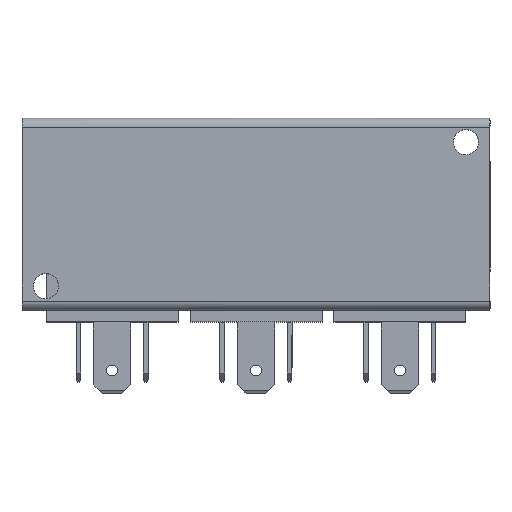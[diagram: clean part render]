
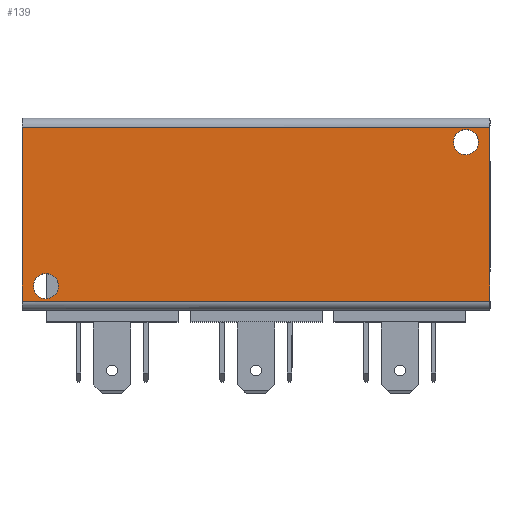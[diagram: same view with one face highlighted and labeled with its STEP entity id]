
A CAD part, top view. The second image highlights one B-rep face of the part: STEP entity #139.
In plain terms, the highlighted planar face has unit normal (0, 0, -1).
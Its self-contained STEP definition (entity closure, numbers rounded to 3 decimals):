
#45=FACE_BOUND('',#1299,.T.);
#46=FACE_BOUND('',#1300,.T.);
#139=ADVANCED_FACE('',(#716,#45,#46),#8181,.T.);
#716=FACE_OUTER_BOUND('',#1298,.T.);
#1298=EDGE_LOOP('',(#2028,#2029,#2030,#2031));
#1299=EDGE_LOOP('',(#2032,#2033));
#1300=EDGE_LOOP('',(#2034,#2035));
#2028=ORIENTED_EDGE('',*,*,#4678,.T.);
#2029=ORIENTED_EDGE('',*,*,#4677,.T.);
#2030=ORIENTED_EDGE('',*,*,#4676,.T.);
#2031=ORIENTED_EDGE('',*,*,#4673,.T.);
#2032=ORIENTED_EDGE('',*,*,#4639,.F.);
#2033=ORIENTED_EDGE('',*,*,#4638,.F.);
#2034=ORIENTED_EDGE('',*,*,#4663,.F.);
#2035=ORIENTED_EDGE('',*,*,#4664,.F.);
#4638=EDGE_CURVE('',#7352,#7353,#6751,.T.);
#4639=EDGE_CURVE('',#7353,#7352,#6752,.T.);
#4663=EDGE_CURVE('',#7371,#7372,#6761,.T.);
#4664=EDGE_CURVE('',#7372,#7371,#6762,.T.);
#4673=EDGE_CURVE('',#7382,#7383,#6001,.T.);
#4676=EDGE_CURVE('',#7385,#7382,#6003,.T.);
#4677=EDGE_CURVE('',#7386,#7385,#6004,.T.);
#4678=EDGE_CURVE('',#7383,#7386,#6005,.T.);
#6001=B_SPLINE_CURVE_WITH_KNOTS('',1,(#12692,#12693),.UNSPECIFIED.,.F.,
 .F.,(2,2),(-34.5,43.5),.UNSPECIFIED.);
#6003=B_SPLINE_CURVE_WITH_KNOTS('',1,(#12699,#12700),.UNSPECIFIED.,.F.,
 .F.,(2,2),(-8.144,20.856),.UNSPECIFIED.);
#6004=B_SPLINE_CURVE_WITH_KNOTS('',1,(#12701,#12702),.UNSPECIFIED.,.F.,
 .F.,(2,2),(-58.5,19.5),.UNSPECIFIED.);
#6005=B_SPLINE_CURVE_WITH_KNOTS('',1,(#12703,#12704),.UNSPECIFIED.,.F.,
 .F.,(2,2),(-20.856,8.144),.UNSPECIFIED.);
#6751=(
BOUNDED_CURVE()
B_SPLINE_CURVE(2,(#12531,#12532,#12533,#12534,#12535),.UNSPECIFIED.,.F.,
 .F.)
B_SPLINE_CURVE_WITH_KNOTS((3,2,3),(-6.597,-3.299,
0.),.UNSPECIFIED.)
CURVE()
GEOMETRIC_REPRESENTATION_ITEM()
RATIONAL_B_SPLINE_CURVE((1.,0.707,1.,0.707,1.))
REPRESENTATION_ITEM('')
);
#6752=(
BOUNDED_CURVE()
B_SPLINE_CURVE(2,(#12536,#12537,#12538,#12539,#12540),.UNSPECIFIED.,.F.,
 .F.)
B_SPLINE_CURVE_WITH_KNOTS((3,2,3),(-13.195,-9.896,
-6.597),.UNSPECIFIED.)
CURVE()
GEOMETRIC_REPRESENTATION_ITEM()
RATIONAL_B_SPLINE_CURVE((1.,0.707,1.,0.707,1.))
REPRESENTATION_ITEM('')
);
#6761=(
BOUNDED_CURVE()
B_SPLINE_CURVE(2,(#12659,#12660,#12661,#12662,#12663),.UNSPECIFIED.,.F.,
 .F.)
B_SPLINE_CURVE_WITH_KNOTS((3,2,3),(-6.597,-3.299,
0.),.UNSPECIFIED.)
CURVE()
GEOMETRIC_REPRESENTATION_ITEM()
RATIONAL_B_SPLINE_CURVE((1.,0.707,1.,0.707,1.))
REPRESENTATION_ITEM('')
);
#6762=(
BOUNDED_CURVE()
B_SPLINE_CURVE(2,(#12664,#12665,#12666,#12667,#12668),.UNSPECIFIED.,.F.,
 .F.)
B_SPLINE_CURVE_WITH_KNOTS((3,2,3),(-13.195,-9.896,
-6.597),.UNSPECIFIED.)
CURVE()
GEOMETRIC_REPRESENTATION_ITEM()
RATIONAL_B_SPLINE_CURVE((1.,0.707,1.,0.707,1.))
REPRESENTATION_ITEM('')
);
#7352=VERTEX_POINT('',#12097);
#7353=VERTEX_POINT('',#12098);
#7371=VERTEX_POINT('',#12116);
#7372=VERTEX_POINT('',#12117);
#7382=VERTEX_POINT('',#12127);
#7383=VERTEX_POINT('',#12128);
#7385=VERTEX_POINT('',#12130);
#7386=VERTEX_POINT('',#12131);
#8181=PLANE('',#8846);
#8846=AXIS2_PLACEMENT_3D('',#9469,#9104,$);
#9104=DIRECTION('',(0.,0.,-1.));
#9469=CARTESIAN_POINT('',(-39.01,-13.51,29.5));
#12097=CARTESIAN_POINT('',(35.,15.1,29.5));
#12098=CARTESIAN_POINT('',(35.,10.9,29.5));
#12116=CARTESIAN_POINT('',(-35.,-8.9,29.5));
#12117=CARTESIAN_POINT('',(-35.,-13.1,29.5));
#12127=CARTESIAN_POINT('',(39.,-13.5,29.5));
#12128=CARTESIAN_POINT('',(-39.,-13.5,29.5));
#12130=CARTESIAN_POINT('',(39.,15.5,29.5));
#12131=CARTESIAN_POINT('',(-39.,15.5,29.5));
#12531=CARTESIAN_POINT('',(35.,15.1,29.5));
#12532=CARTESIAN_POINT('',(37.1,15.1,29.5));
#12533=CARTESIAN_POINT('',(37.1,13.,29.5));
#12534=CARTESIAN_POINT('',(37.1,10.9,29.5));
#12535=CARTESIAN_POINT('',(35.,10.9,29.5));
#12536=CARTESIAN_POINT('',(35.,10.9,29.5));
#12537=CARTESIAN_POINT('',(32.9,10.9,29.5));
#12538=CARTESIAN_POINT('',(32.9,13.,29.5));
#12539=CARTESIAN_POINT('',(32.9,15.1,29.5));
#12540=CARTESIAN_POINT('',(35.,15.1,29.5));
#12659=CARTESIAN_POINT('',(-35.,-8.9,29.5));
#12660=CARTESIAN_POINT('',(-32.9,-8.9,29.5));
#12661=CARTESIAN_POINT('',(-32.9,-11.,29.5));
#12662=CARTESIAN_POINT('',(-32.9,-13.1,29.5));
#12663=CARTESIAN_POINT('',(-35.,-13.1,29.5));
#12664=CARTESIAN_POINT('',(-35.,-13.1,29.5));
#12665=CARTESIAN_POINT('',(-37.1,-13.1,29.5));
#12666=CARTESIAN_POINT('',(-37.1,-11.,29.5));
#12667=CARTESIAN_POINT('',(-37.1,-8.9,29.5));
#12668=CARTESIAN_POINT('',(-35.,-8.9,29.5));
#12692=CARTESIAN_POINT('',(39.,-13.5,29.5));
#12693=CARTESIAN_POINT('',(-39.,-13.5,29.5));
#12699=CARTESIAN_POINT('',(39.,15.5,29.5));
#12700=CARTESIAN_POINT('',(39.,-13.5,29.5));
#12701=CARTESIAN_POINT('',(-39.,15.5,29.5));
#12702=CARTESIAN_POINT('',(39.,15.5,29.5));
#12703=CARTESIAN_POINT('',(-39.,-13.5,29.5));
#12704=CARTESIAN_POINT('',(-39.,15.5,29.5));
